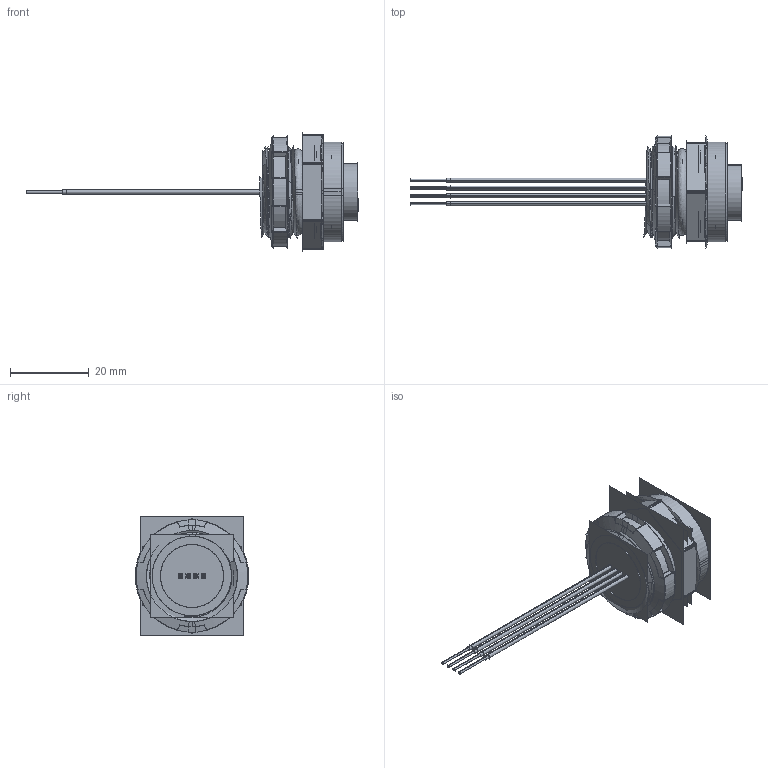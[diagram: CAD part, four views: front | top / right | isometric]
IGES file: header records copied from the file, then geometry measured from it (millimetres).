
Start section:  PTC IGES file: 250145_sm01.igs
Global section: file name: 250145_sm01.igs; native system: Creo Parametric by PTC Inc.; preprocessor: 2022414; author: banengservice; organization: Unknown; date: 20260401.095339; units: millimetre
Bounding box: 84.35 x 28.91 x 30 mm (x, y, z)
Volume: 7875.6 mm3; surface area: 37331.5 mm2
Topology: 5 solids, 5 shells, 552 faces, 2728 edges, 3473 vertices
Faces by surface type: revolution 392, bspline 160
